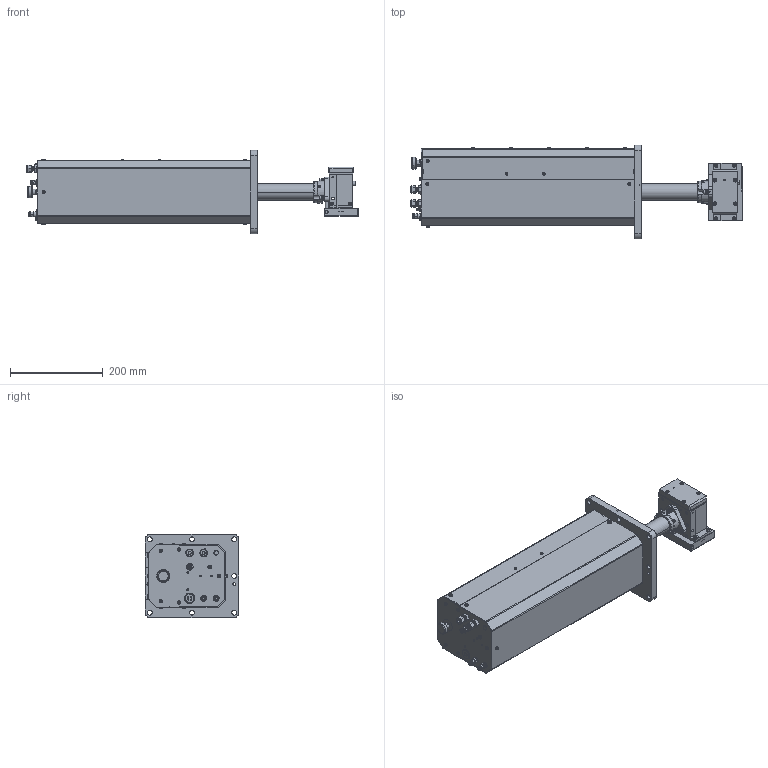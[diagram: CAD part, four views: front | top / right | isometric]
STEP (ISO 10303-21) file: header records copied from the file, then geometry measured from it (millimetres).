
FILE_DESCRIPTION (( 'STEP AP203' ), '1' );
FILE_NAME ('1800350.simplified.EXT.STEP', '2025-10-14T17:23:37', ( '' ), ( '' ), 'SwSTEP 2.0', 'SolidWorks 2024', '' );
FILE_SCHEMA (( 'CONFIG_CONTROL_DESIGN' ));
Products named in the file (1): 1800350.simplified.EXT
Bounding box: 714.76 x 202 x 180 mm (x, y, z)
Surface area: 633111.2 mm2 (no closed solid volume)
Topology: 0 solids, 143 shells, 1085 faces, 4171 edges, 3155 vertices
Faces by surface type: plane 514, cylinder 353, cone 99, torus 92, bspline 15, sphere 12
Entity records: 51143 total; most frequent: CARTESIAN_POINT 16894, DIRECTION 7256, ORIENTED_EDGE 6076, EDGE_CURVE 4163, VERTEX_POINT 3151, AXIS2_PLACEMENT_3D 2621, VECTOR 2014, LINE 2014
